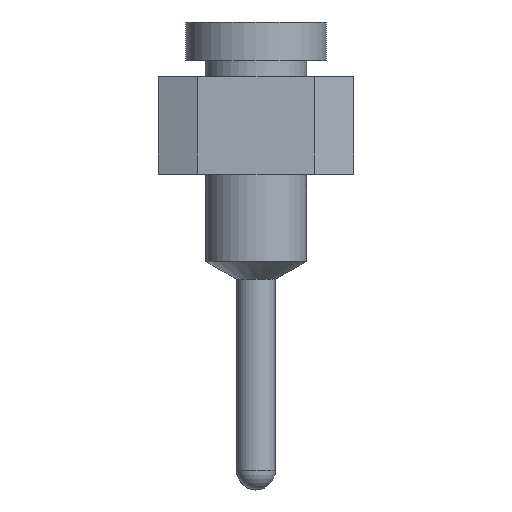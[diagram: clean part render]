
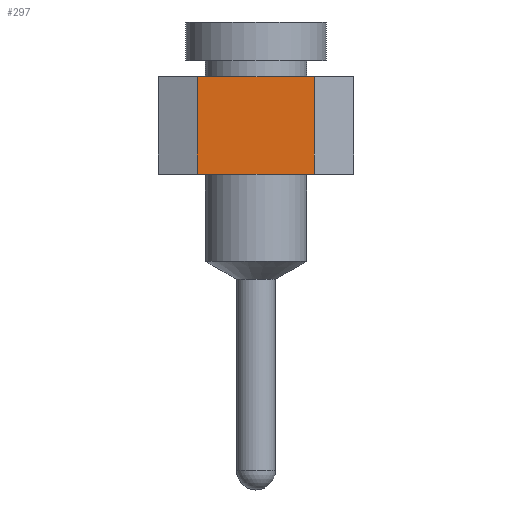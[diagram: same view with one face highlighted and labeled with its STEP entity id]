
A CAD part, left-side view. The second image highlights one B-rep face of the part: STEP entity #297.
In plain terms, the highlighted planar face has unit normal (-1, 0, 0).
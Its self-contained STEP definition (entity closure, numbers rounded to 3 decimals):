
#297 = ADVANCED_FACE('',(#298),#332,.F.);
#298 = FACE_BOUND('',#299,.T.);
#299 = EDGE_LOOP('',(#300,#310,#318,#326));
#300 = ORIENTED_EDGE('',*,*,#301,.T.);
#301 = EDGE_CURVE('',#302,#304,#306,.T.);
#302 = VERTEX_POINT('',#303);
#303 = CARTESIAN_POINT('',(-8.89,0.762,2.57));
#304 = VERTEX_POINT('',#305);
#305 = CARTESIAN_POINT('',(-8.89,0.762,1.3));
#306 = LINE('',#307,#308);
#307 = CARTESIAN_POINT('',(-8.89,0.762,3.84));
#308 = VECTOR('',#309,1.);
#309 = DIRECTION('',(0.,0.,-1.));
#310 = ORIENTED_EDGE('',*,*,#311,.T.);
#311 = EDGE_CURVE('',#304,#312,#314,.T.);
#312 = VERTEX_POINT('',#313);
#313 = CARTESIAN_POINT('',(-8.89,-0.762,1.3));
#314 = LINE('',#315,#316);
#315 = CARTESIAN_POINT('',(-8.89,1.27,1.3));
#316 = VECTOR('',#317,1.);
#317 = DIRECTION('',(0.,-1.,0.));
#318 = ORIENTED_EDGE('',*,*,#319,.F.);
#319 = EDGE_CURVE('',#320,#312,#322,.T.);
#320 = VERTEX_POINT('',#321);
#321 = CARTESIAN_POINT('',(-8.89,-0.762,2.57));
#322 = LINE('',#323,#324);
#323 = CARTESIAN_POINT('',(-8.89,-0.762,3.84));
#324 = VECTOR('',#325,1.);
#325 = DIRECTION('',(0.,0.,-1.));
#326 = ORIENTED_EDGE('',*,*,#327,.F.);
#327 = EDGE_CURVE('',#302,#320,#328,.T.);
#328 = LINE('',#329,#330);
#329 = CARTESIAN_POINT('',(-8.89,1.27,2.57));
#330 = VECTOR('',#331,1.);
#331 = DIRECTION('',(0.,-1.,0.));
#332 = PLANE('',#333);
#333 = AXIS2_PLACEMENT_3D('',#334,#335,#336);
#334 = CARTESIAN_POINT('',(-8.89,1.27,2.57));
#335 = DIRECTION('',(1.,0.,0.));
#336 = DIRECTION('',(0.,1.,0.));
